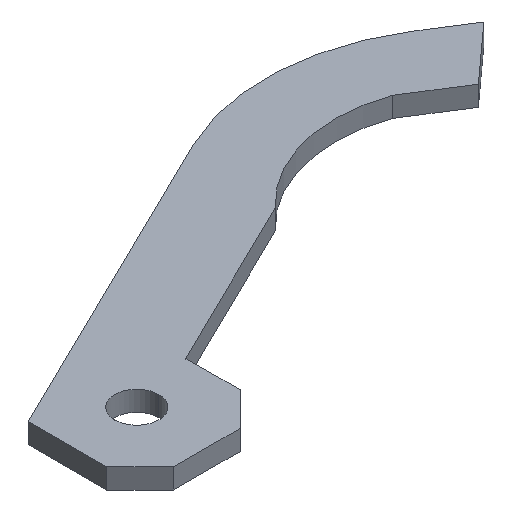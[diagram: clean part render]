
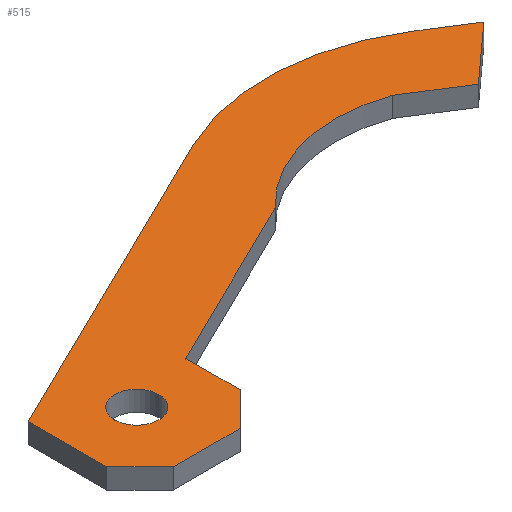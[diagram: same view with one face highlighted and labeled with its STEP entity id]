
A CAD part, isometric view. The second image highlights one B-rep face of the part: STEP entity #515.
In plain terms, the highlighted planar face has unit normal (0, 0, 1).
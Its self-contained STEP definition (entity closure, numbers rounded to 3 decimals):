
#3 = ORIENTED_EDGE ( 'NONE', *, *, #229, .T. ) ;
#6 = CARTESIAN_POINT ( 'NONE',  ( 22.257, -18.496, 3. ) ) ;
#28 = VERTEX_POINT ( 'NONE', #48 ) ;
#31 = EDGE_CURVE ( 'NONE', #115, #275, #317, .T. ) ;
#33 = LINE ( 'NONE', #344, #164 ) ;
#38 = LINE ( 'NONE', #182, #380 ) ;
#41 = LINE ( 'NONE', #274, #260 ) ;
#48 = CARTESIAN_POINT ( 'NONE',  ( 101.83, 3.278, 3. ) ) ;
#54 = ORIENTED_EDGE ( 'NONE', *, *, #167, .T. ) ;
#56 = DIRECTION ( 'NONE',  ( 0.707, 0.707, 0. ) ) ;
#57 = CIRCLE ( 'NONE', #272, 32.23 ) ;
#59 = AXIS2_PLACEMENT_3D ( 'NONE', #121, #251, #117 ) ;
#67 = LINE ( 'NONE', #375, #548 ) ;
#73 = CARTESIAN_POINT ( 'NONE',  ( 22.257, -35.26, 3. ) ) ;
#82 = CARTESIAN_POINT ( 'NONE',  ( 84.581, -23.949, 3. ) ) ;
#84 = EDGE_CURVE ( 'NONE', #490, #89, #321, .T. ) ;
#89 = VERTEX_POINT ( 'NONE', #505 ) ;
#92 = EDGE_CURVE ( 'NONE', #28, #236, #57, .T. ) ;
#101 = CARTESIAN_POINT ( 'NONE',  ( 84.581, -23.949, 3. ) ) ;
#102 = CARTESIAN_POINT ( 'NONE',  ( 42.257, -30.26, 3. ) ) ;
#103 = ORIENTED_EDGE ( 'NONE', *, *, #84, .T. ) ;
#113 = VERTEX_POINT ( 'NONE', #197 ) ;
#115 = VERTEX_POINT ( 'NONE', #544 ) ;
#117 = DIRECTION ( 'NONE',  ( 1., 0., 0. ) ) ;
#121 = CARTESIAN_POINT ( 'NONE',  ( 84.581, -23.949, 3. ) ) ;
#134 = DIRECTION ( 'NONE',  ( 0., 0., 1. ) ) ;
#140 = CARTESIAN_POINT ( 'NONE',  ( 68.531, -9.27, 3. ) ) ;
#141 = VECTOR ( 'NONE', #266, 1000. ) ;
#150 = VECTOR ( 'NONE', #545, 1000. ) ;
#152 = LINE ( 'NONE', #73, #150 ) ;
#162 = VECTOR ( 'NONE', #385, 1000. ) ;
#163 = FACE_BOUND ( 'NONE', #526, .T. ) ;
#164 = VECTOR ( 'NONE', #169, 1000. ) ;
#167 = EDGE_CURVE ( 'NONE', #89, #346, #67, .T. ) ;
#169 = DIRECTION ( 'NONE',  ( -0.845, 0.535, 0. ) ) ;
#177 = CIRCLE ( 'NONE', #362, 3.3 ) ;
#182 = CARTESIAN_POINT ( 'NONE',  ( 50.263, -58.267, 3. ) ) ;
#185 = DIRECTION ( 'NONE',  ( 1., 0., 0. ) ) ;
#186 = ORIENTED_EDGE ( 'NONE', *, *, #207, .T. ) ;
#188 = EDGE_CURVE ( 'NONE', #275, #115, #177, .T. ) ;
#191 = CARTESIAN_POINT ( 'NONE',  ( 22.257, -35.26, 3. ) ) ;
#197 = CARTESIAN_POINT ( 'NONE',  ( 108.242, -0.785, 3. ) ) ;
#207 = EDGE_CURVE ( 'NONE', #236, #262, #489, .T. ) ;
#208 = VECTOR ( 'NONE', #372, 1000. ) ;
#212 = CARTESIAN_POINT ( 'NONE',  ( 27.257, -35.26, 3. ) ) ;
#216 = DIRECTION ( 'NONE',  ( 0., 0., -1. ) ) ;
#217 = VERTEX_POINT ( 'NONE', #263 ) ;
#218 = CARTESIAN_POINT ( 'NONE',  ( 42.257, -22.09, 3. ) ) ;
#227 = DIRECTION ( 'NONE',  ( 0.707, -0.707, 0. ) ) ;
#229 = EDGE_CURVE ( 'NONE', #560, #333, #41, .T. ) ;
#234 = AXIS2_PLACEMENT_3D ( 'NONE', #82, #216, #564 ) ;
#236 = VERTEX_POINT ( 'NONE', #309 ) ;
#249 = CARTESIAN_POINT ( 'NONE',  ( 108.242, -0.785, 3. ) ) ;
#250 = EDGE_CURVE ( 'NONE', #217, #490, #38, .T. ) ;
#251 = DIRECTION ( 'NONE',  ( 0., 0., 1. ) ) ;
#256 = FACE_OUTER_BOUND ( 'NONE', #487, .T. ) ;
#260 = VECTOR ( 'NONE', #270, 1000. ) ;
#262 = VERTEX_POINT ( 'NONE', #276 ) ;
#263 = CARTESIAN_POINT ( 'NONE',  ( 22.257, -30.26, 3. ) ) ;
#266 = DIRECTION ( 'NONE',  ( 0.899, 0.439, 0. ) ) ;
#268 = ORIENTED_EDGE ( 'NONE', *, *, #188, .F. ) ;
#270 = DIRECTION ( 'NONE',  ( 0.845, -0.535, 0. ) ) ;
#272 = AXIS2_PLACEMENT_3D ( 'NONE', #101, #539, #418 ) ;
#273 = EDGE_CURVE ( 'NONE', #469, #279, #542, .T. ) ;
#274 = CARTESIAN_POINT ( 'NONE',  ( 99.761, -8.445, 3. ) ) ;
#275 = VERTEX_POINT ( 'NONE', #537 ) ;
#276 = CARTESIAN_POINT ( 'NONE',  ( 22.257, -18.496, 3. ) ) ;
#279 = VERTEX_POINT ( 'NONE', #140 ) ;
#301 = ORIENTED_EDGE ( 'NONE', *, *, #555, .T. ) ;
#302 = LINE ( 'NONE', #387, #162 ) ;
#309 = CARTESIAN_POINT ( 'NONE',  ( 70.448, 5.018, 3. ) ) ;
#317 = CIRCLE ( 'NONE', #492, 3.3 ) ;
#320 = DIRECTION ( 'NONE',  ( 0., 0., 1. ) ) ;
#321 = LINE ( 'NONE', #191, #208 ) ;
#333 = VERTEX_POINT ( 'NONE', #420 ) ;
#344 = CARTESIAN_POINT ( 'NONE',  ( 101.83, 3.278, 3. ) ) ;
#346 = VERTEX_POINT ( 'NONE', #102 ) ;
#348 = CARTESIAN_POINT ( 'NONE',  ( 42.257, -22.09, 3. ) ) ;
#351 = EDGE_CURVE ( 'NONE', #262, #217, #152, .T. ) ;
#354 = CARTESIAN_POINT ( 'NONE',  ( 32.257, -24.78, 3. ) ) ;
#361 = CARTESIAN_POINT ( 'NONE',  ( 32.257, -24.78, 3. ) ) ;
#362 = AXIS2_PLACEMENT_3D ( 'NONE', #354, #134, #185 ) ;
#367 = EDGE_CURVE ( 'NONE', #333, #113, #466, .T. ) ;
#372 = DIRECTION ( 'NONE',  ( 1., 0., 0. ) ) ;
#375 = CARTESIAN_POINT ( 'NONE',  ( 66.575, -5.942, 3. ) ) ;
#380 = VECTOR ( 'NONE', #227, 1000. ) ;
#381 = ORIENTED_EDGE ( 'NONE', *, *, #92, .T. ) ;
#385 = DIRECTION ( 'NONE',  ( 0., 1., 0. ) ) ;
#387 = CARTESIAN_POINT ( 'NONE',  ( 42.257, -35.26, 3. ) ) ;
#392 = CARTESIAN_POINT ( 'NONE',  ( 91.906, -3.469, 3. ) ) ;
#393 = ORIENTED_EDGE ( 'NONE', *, *, #31, .F. ) ;
#394 = ORIENTED_EDGE ( 'NONE', *, *, #495, .T. ) ;
#418 = DIRECTION ( 'NONE',  ( 1., 0., 0. ) ) ;
#420 = CARTESIAN_POINT ( 'NONE',  ( 99.761, -8.445, 3. ) ) ;
#424 = DIRECTION ( 'NONE',  ( 0.742, 0.67, 0. ) ) ;
#426 = ORIENTED_EDGE ( 'NONE', *, *, #351, .T. ) ;
#439 = ORIENTED_EDGE ( 'NONE', *, *, #250, .T. ) ;
#443 = ORIENTED_EDGE ( 'NONE', *, *, #367, .T. ) ;
#451 = DIRECTION ( 'NONE',  ( 1., 0., 0. ) ) ;
#456 = CIRCLE ( 'NONE', #234, 21.75 ) ;
#466 = LINE ( 'NONE', #249, #512 ) ;
#469 = VERTEX_POINT ( 'NONE', #348 ) ;
#487 = EDGE_LOOP ( 'NONE', ( #103, #54, #394, #538, #552, #3, #443, #301, #381, #186, #426, #439 ) ) ;
#489 = LINE ( 'NONE', #6, #535 ) ;
#490 = VERTEX_POINT ( 'NONE', #212 ) ;
#492 = AXIS2_PLACEMENT_3D ( 'NONE', #361, #320, #451 ) ;
#495 = EDGE_CURVE ( 'NONE', #346, #469, #302, .T. ) ;
#505 = CARTESIAN_POINT ( 'NONE',  ( 37.257, -35.26, 3. ) ) ;
#512 = VECTOR ( 'NONE', #424, 1000. ) ;
#515 = ADVANCED_FACE ( 'NONE', ( #256, #163 ), #561, .T. ) ;
#526 = EDGE_LOOP ( 'NONE', ( #393, #268 ) ) ;
#527 = DIRECTION ( 'NONE',  ( -0.899, -0.439, 0. ) ) ;
#534 = EDGE_CURVE ( 'NONE', #279, #560, #456, .T. ) ;
#535 = VECTOR ( 'NONE', #527, 1000. ) ;
#537 = CARTESIAN_POINT ( 'NONE',  ( 35.557, -24.78, 3. ) ) ;
#538 = ORIENTED_EDGE ( 'NONE', *, *, #273, .T. ) ;
#539 = DIRECTION ( 'NONE',  ( 0., 0., 1. ) ) ;
#542 = LINE ( 'NONE', #218, #141 ) ;
#544 = CARTESIAN_POINT ( 'NONE',  ( 28.957, -24.78, 3. ) ) ;
#545 = DIRECTION ( 'NONE',  ( 0., -1., 0. ) ) ;
#548 = VECTOR ( 'NONE', #56, 1000. ) ;
#552 = ORIENTED_EDGE ( 'NONE', *, *, #534, .T. ) ;
#555 = EDGE_CURVE ( 'NONE', #113, #28, #33, .T. ) ;
#560 = VERTEX_POINT ( 'NONE', #392 ) ;
#561 = PLANE ( 'NONE',  #59 ) ;
#564 = DIRECTION ( 'NONE',  ( 1., 0., 0. ) ) ;
